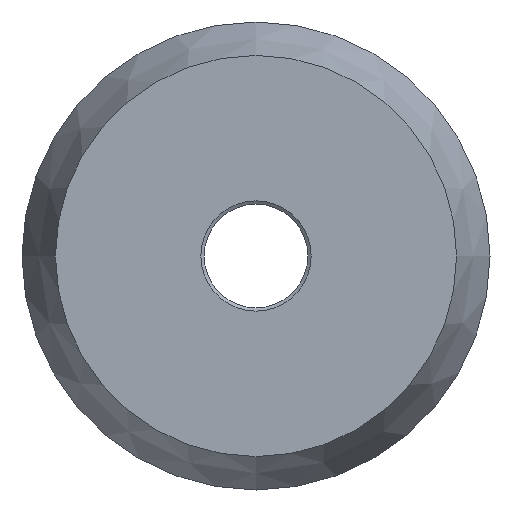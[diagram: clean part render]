
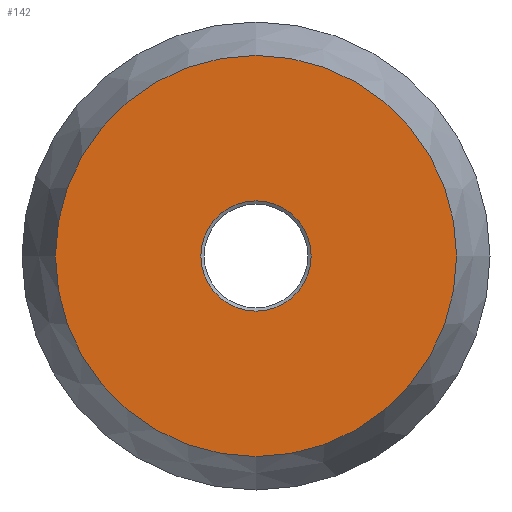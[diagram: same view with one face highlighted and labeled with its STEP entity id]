
A CAD part, left-side view. The second image highlights one B-rep face of the part: STEP entity #142.
In plain terms, the highlighted planar face has unit normal (-1, 0, 0).
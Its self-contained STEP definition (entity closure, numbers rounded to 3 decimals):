
#15=FACE_BOUND('',#37,.T.);
#17=PLANE('',#158);
#26=FACE_OUTER_BOUND('',#36,.T.);
#36=EDGE_LOOP('',(#111));
#37=EDGE_LOOP('',(#112));
#64=CIRCLE('',#157,6.);
#65=CIRCLE('',#159,1.65);
#74=VERTEX_POINT('',#233);
#75=VERTEX_POINT('',#237);
#86=EDGE_CURVE('',#74,#74,#64,.T.);
#88=EDGE_CURVE('',#75,#75,#65,.T.);
#111=ORIENTED_EDGE('',*,*,#86,.T.);
#112=ORIENTED_EDGE('',*,*,#88,.F.);
#142=ADVANCED_FACE('',(#26,#15),#17,.T.);
#157=AXIS2_PLACEMENT_3D('',#234,#187,#188);
#158=AXIS2_PLACEMENT_3D('',#236,#190,#191);
#159=AXIS2_PLACEMENT_3D('',#238,#192,#193);
#187=DIRECTION('center_axis',(-1.,0.,0.));
#188=DIRECTION('ref_axis',(0.,0.,1.));
#190=DIRECTION('center_axis',(-1.,0.,0.));
#191=DIRECTION('ref_axis',(0.,0.,1.));
#192=DIRECTION('center_axis',(-1.,0.,0.));
#193=DIRECTION('ref_axis',(0.,0.,1.));
#233=CARTESIAN_POINT('',(-5.,-98.,-20.));
#234=CARTESIAN_POINT('Origin',(-5.,-98.,-14.));
#236=CARTESIAN_POINT('Origin',(-5.,-98.,-12.35));
#237=CARTESIAN_POINT('',(-5.,-98.,-15.65));
#238=CARTESIAN_POINT('Origin',(-5.,-98.,-14.));
